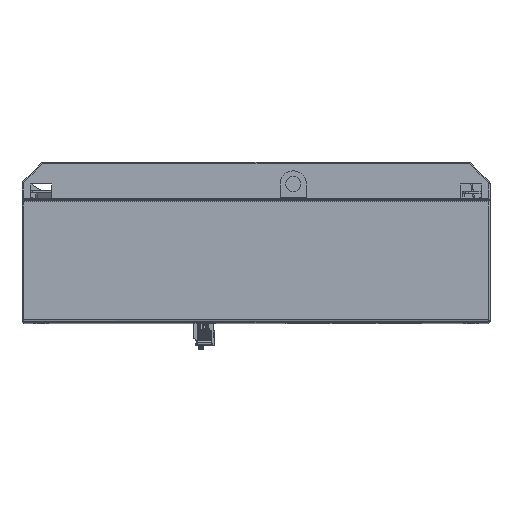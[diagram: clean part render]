
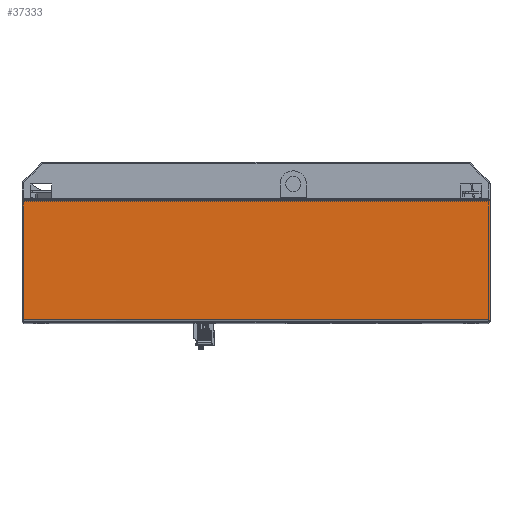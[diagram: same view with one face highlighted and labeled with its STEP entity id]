
A CAD part, top view. The second image highlights one B-rep face of the part: STEP entity #37333.
In plain terms, the highlighted planar face has unit normal (0, 0, 1).
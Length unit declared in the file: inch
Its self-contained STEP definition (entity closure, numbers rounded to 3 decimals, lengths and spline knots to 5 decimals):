
#1761 = CARTESIAN_POINT ( 'NONE',  ( 6.29921, 3.25591, 11.81102 ) ) ;
#2101 = EDGE_LOOP ( 'NONE', ( #32324, #26899, #27495, #4067 ) ) ;
#2999 = CARTESIAN_POINT ( 'NONE',  ( 6.29921, 3.32677, 11.81102 ) ) ;
#3517 = CARTESIAN_POINT ( 'NONE',  ( -6.29921, 3.32677, 11.81102 ) ) ;
#4067 = ORIENTED_EDGE ( 'NONE', *, *, #15042, .F. ) ;
#4749 = VERTEX_POINT ( 'NONE', #9107 ) ;
#4815 = VERTEX_POINT ( 'NONE', #1761 ) ;
#8680 = LINE ( 'NONE', #11700, #35361 ) ;
#9107 = CARTESIAN_POINT ( 'NONE',  ( 6.29921, 0.07087, 11.81102 ) ) ;
#10012 = VECTOR ( 'NONE', #12026, 39.37008 ) ;
#11106 = DIRECTION ( 'NONE',  ( 0., -1., 0. ) ) ;
#11700 = CARTESIAN_POINT ( 'NONE',  ( 6.29921, 0.07087, 11.81102 ) ) ;
#12026 = DIRECTION ( 'NONE',  ( 1., 0., 0. ) ) ;
#12379 = EDGE_CURVE ( 'NONE', #4815, #4749, #34624, .T. ) ;
#15042 = EDGE_CURVE ( 'NONE', #31079, #39517, #33305, .T. ) ;
#15196 = EDGE_CURVE ( 'NONE', #4749, #31079, #8680, .T. ) ;
#15286 = CARTESIAN_POINT ( 'NONE',  ( -6.29921, 0.07087, 11.81102 ) ) ;
#16187 = DIRECTION ( 'NONE',  ( -1., 0., 0. ) ) ;
#16824 = PLANE ( 'NONE',  #39559 ) ;
#18805 = VECTOR ( 'NONE', #35914, 39.37008 ) ;
#18819 = DIRECTION ( 'NONE',  ( -1., 0., 0. ) ) ;
#25197 = LINE ( 'NONE', #35108, #10012 ) ;
#26899 = ORIENTED_EDGE ( 'NONE', *, *, #12379, .F. ) ;
#27495 = ORIENTED_EDGE ( 'NONE', *, *, #38675, .F. ) ;
#28542 = CARTESIAN_POINT ( 'NONE',  ( -6.29921, 3.25591, 11.81102 ) ) ;
#30232 = VECTOR ( 'NONE', #11106, 39.37008 ) ;
#31079 = VERTEX_POINT ( 'NONE', #15286 ) ;
#32324 = ORIENTED_EDGE ( 'NONE', *, *, #15196, .F. ) ;
#33305 = LINE ( 'NONE', #3517, #18805 ) ;
#34205 = CARTESIAN_POINT ( 'NONE',  ( 6.29921, 3.32677, 11.81102 ) ) ;
#34624 = LINE ( 'NONE', #34205, #30232 ) ;
#35108 = CARTESIAN_POINT ( 'NONE',  ( 6.29921, 3.25591, 11.81102 ) ) ;
#35361 = VECTOR ( 'NONE', #18819, 39.37008 ) ;
#35824 = FACE_OUTER_BOUND ( 'NONE', #2101, .T. ) ;
#35914 = DIRECTION ( 'NONE',  ( 0., 1., 0. ) ) ;
#36251 = DIRECTION ( 'NONE',  ( 0., 0., -1. ) ) ;
#37333 = ADVANCED_FACE ( 'NONE', ( #35824 ), #16824, .F. ) ;
#38675 = EDGE_CURVE ( 'NONE', #39517, #4815, #25197, .T. ) ;
#39517 = VERTEX_POINT ( 'NONE', #28542 ) ;
#39559 = AXIS2_PLACEMENT_3D ( 'NONE', #2999, #36251, #16187 ) ;
